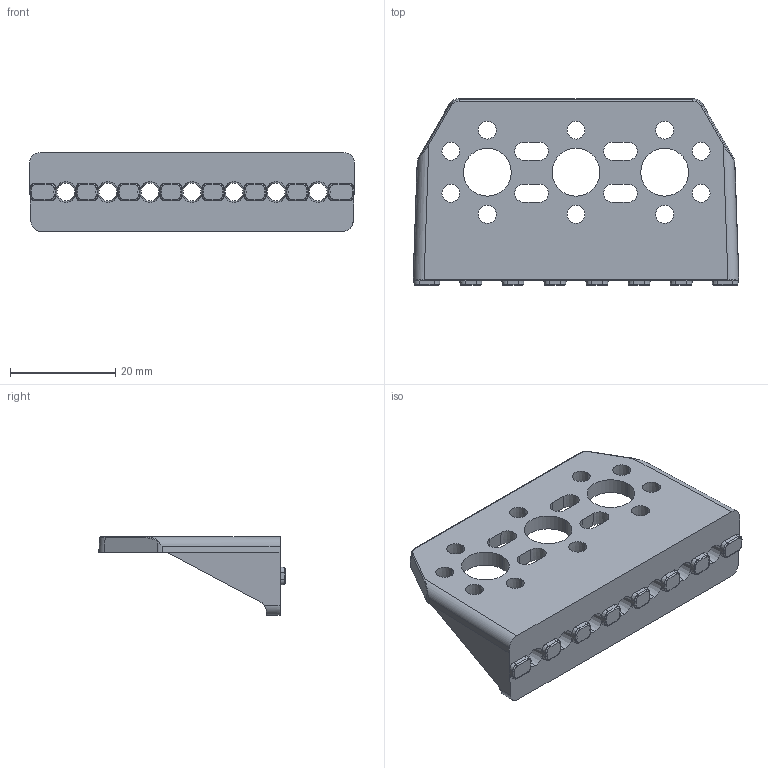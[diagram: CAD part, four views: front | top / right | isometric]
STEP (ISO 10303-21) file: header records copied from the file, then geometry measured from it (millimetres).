
FILE_DESCRIPTION (( 'STEP AP203' ), '1' );
FILE_NAME ('REV-41-1315_Default.step', '2016-09-04T21:38:07', ( '' ), ( '' ), 'SwSTEP 2.0', 'SolidWorks 2015', '' );
FILE_SCHEMA (( 'CONFIG_CONTROL_DESIGN' ));
Length unit declared in the file: inch
Products named in the file (1): REV-41-1315_Default
Bounding box: 62 x 35.5 x 15 mm (x, y, z)
Volume: 7201.8 mm3; surface area: 6572.8 mm2
Topology: 1 solids, 1 shells, 272 faces, 747 edges, 460 vertices
Faces by surface type: bspline 94, plane 74, cylinder 58, cone 46
Entity records: 11933 total; most frequent: CARTESIAN_POINT 5803, ORIENTED_EDGE 1474, DIRECTION 935, EDGE_CURVE 737, VERTEX_POINT 460, AXIS2_PLACEMENT_3D 336, EDGE_LOOP 313, ADVANCED_FACE 272
